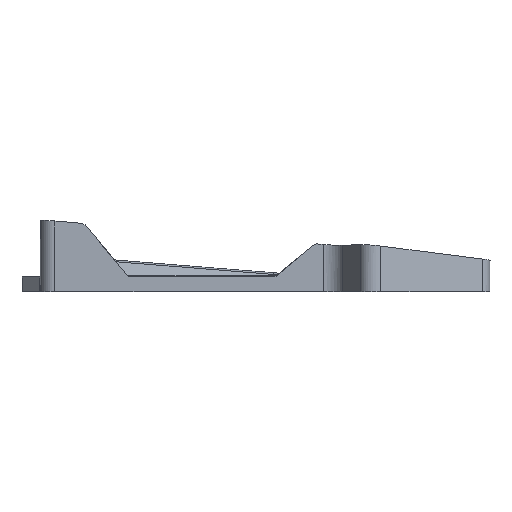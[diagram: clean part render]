
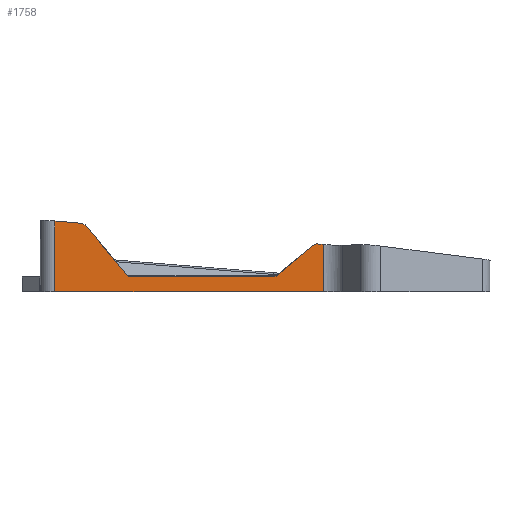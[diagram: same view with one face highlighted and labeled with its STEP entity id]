
A CAD part, left-side view. The second image highlights one B-rep face of the part: STEP entity #1758.
In plain terms, the highlighted planar face has unit normal (-1, 0, 0).
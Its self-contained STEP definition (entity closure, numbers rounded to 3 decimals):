
#90=ELLIPSE('',#1951,2.01,2.);
#91=ELLIPSE('',#1953,2.01,2.);
#152=PLANE('',#1952);
#214=FACE_OUTER_BOUND('',#345,.T.);
#345=EDGE_LOOP('',(#1469,#1470,#1471,#1472,#1473,#1474,#1475,#1476,#1477,
#1478,#1479,#1480));
#423=LINE('',#2652,#562);
#458=LINE('',#2793,#597);
#472=LINE('',#3080,#611);
#478=LINE('',#3099,#617);
#494=LINE('',#3187,#633);
#495=LINE('',#3188,#634);
#496=LINE('',#3189,#635);
#497=LINE('',#3193,#636);
#562=VECTOR('',#2095,10.);
#597=VECTOR('',#2218,10.);
#611=VECTOR('',#2298,10.);
#617=VECTOR('',#2316,10.);
#633=VECTOR('',#2378,10.);
#634=VECTOR('',#2379,10.);
#635=VECTOR('',#2380,10.);
#636=VECTOR('',#2385,10.);
#736=CIRCLE('',#1925,2.);
#744=CIRCLE('',#1954,2.);
#786=VERTEX_POINT('',#2649);
#787=VERTEX_POINT('',#2651);
#848=VERTEX_POINT('',#2790);
#849=VERTEX_POINT('',#2792);
#870=VERTEX_POINT('',#3077);
#871=VERTEX_POINT('',#3079);
#877=VERTEX_POINT('',#3096);
#878=VERTEX_POINT('',#3098);
#905=VERTEX_POINT('',#3180);
#906=VERTEX_POINT('',#3181);
#907=VERTEX_POINT('',#3186);
#908=VERTEX_POINT('',#3191);
#961=EDGE_CURVE('',#787,#786,#423,.T.);
#1031=EDGE_CURVE('',#848,#849,#458,.T.);
#1067=EDGE_CURVE('',#870,#871,#472,.T.);
#1071=EDGE_CURVE('',#870,#849,#736,.T.);
#1076=EDGE_CURVE('',#878,#877,#478,.F.);
#1108=EDGE_CURVE('',#905,#906,#90,.T.);
#1111=EDGE_CURVE('',#906,#907,#494,.F.);
#1112=EDGE_CURVE('',#907,#787,#495,.T.);
#1113=EDGE_CURVE('',#878,#786,#496,.T.);
#1114=EDGE_CURVE('',#877,#871,#91,.T.);
#1115=EDGE_CURVE('',#848,#908,#744,.T.);
#1116=EDGE_CURVE('',#905,#908,#497,.T.);
#1469=ORIENTED_EDGE('',*,*,#1108,.T.);
#1470=ORIENTED_EDGE('',*,*,#1111,.T.);
#1471=ORIENTED_EDGE('',*,*,#1112,.T.);
#1472=ORIENTED_EDGE('',*,*,#961,.T.);
#1473=ORIENTED_EDGE('',*,*,#1113,.F.);
#1474=ORIENTED_EDGE('',*,*,#1076,.T.);
#1475=ORIENTED_EDGE('',*,*,#1114,.T.);
#1476=ORIENTED_EDGE('',*,*,#1067,.F.);
#1477=ORIENTED_EDGE('',*,*,#1071,.T.);
#1478=ORIENTED_EDGE('',*,*,#1031,.F.);
#1479=ORIENTED_EDGE('',*,*,#1115,.T.);
#1480=ORIENTED_EDGE('',*,*,#1116,.F.);
#1758=ADVANCED_FACE('',(#214),#152,.T.);
#1925=AXIS2_PLACEMENT_3D('',#3087,#2304,#2305);
#1951=AXIS2_PLACEMENT_3D('',#3182,#2372,#2373);
#1952=AXIS2_PLACEMENT_3D('',#3185,#2376,#2377);
#1953=AXIS2_PLACEMENT_3D('',#3190,#2381,#2382);
#1954=AXIS2_PLACEMENT_3D('',#3192,#2383,#2384);
#2095=DIRECTION('',(0.,-1.,0.));
#2218=DIRECTION('',(0.,-1.,0.));
#2298=DIRECTION('',(0.,-0.766,0.643));
#2304=DIRECTION('center_axis',(1.,0.,0.));
#2305=DIRECTION('ref_axis',(0.,-0.342,-0.94));
#2316=DIRECTION('',(0.,-0.996,-0.087));
#2372=DIRECTION('center_axis',(-1.,0.,0.));
#2373=DIRECTION('ref_axis',(0.,0.643,0.766));
#2376=DIRECTION('center_axis',(-1.,0.,0.));
#2377=DIRECTION('ref_axis',(0.,-1.,0.));
#2378=DIRECTION('',(0.,-0.996,-0.087));
#2379=DIRECTION('',(0.,0.,-1.));
#2380=DIRECTION('',(0.,0.,-1.));
#2381=DIRECTION('center_axis',(-1.,0.,0.));
#2382=DIRECTION('ref_axis',(0.,-0.766,0.643));
#2383=DIRECTION('center_axis',(1.,0.,0.));
#2384=DIRECTION('ref_axis',(0.,0.423,-0.906));
#2385=DIRECTION('',(0.,-0.643,-0.766));
#2649=CARTESIAN_POINT('',(8.96,-79.291,8.));
#2651=CARTESIAN_POINT('',(8.96,-6.221,8.));
#2652=CARTESIAN_POINT('',(8.96,-22.354,8.));
#2790=CARTESIAN_POINT('',(8.96,-27.28,12.));
#2792=CARTESIAN_POINT('',(8.96,-65.498,12.));
#2793=CARTESIAN_POINT('',(8.96,-14.284,12.));
#3077=CARTESIAN_POINT('',(8.96,-66.783,12.468));
#3079=CARTESIAN_POINT('',(8.96,-76.412,20.544));
#3080=CARTESIAN_POINT('',(8.96,-44.485,-6.235));
#3087=CARTESIAN_POINT('Origin',(8.96,-65.498,14.));
#3096=CARTESIAN_POINT('',(8.96,-77.881,21.008));
#3098=CARTESIAN_POINT('',(8.96,-79.291,20.884));
#3099=CARTESIAN_POINT('',(8.96,-33.763,24.868));
#3180=CARTESIAN_POINT('',(8.96,-14.65,25.947));
#3181=CARTESIAN_POINT('',(8.96,-13.282,26.659));
#3182=CARTESIAN_POINT('Origin',(8.96,-13.117,24.661));
#3185=CARTESIAN_POINT('Origin',(8.96,-2.221,0.));
#3186=CARTESIAN_POINT('',(8.96,-6.221,27.277));
#3187=CARTESIAN_POINT('',(8.96,-33.763,24.868));
#3188=CARTESIAN_POINT('',(8.96,-6.221,9.));
#3189=CARTESIAN_POINT('',(8.96,-79.291,9.));
#3190=CARTESIAN_POINT('Origin',(8.96,-77.697,19.011));
#3191=CARTESIAN_POINT('',(8.96,-25.748,12.715));
#3192=CARTESIAN_POINT('Origin',(8.96,-27.28,14.));
#3193=CARTESIAN_POINT('',(8.96,-18.141,21.784));
